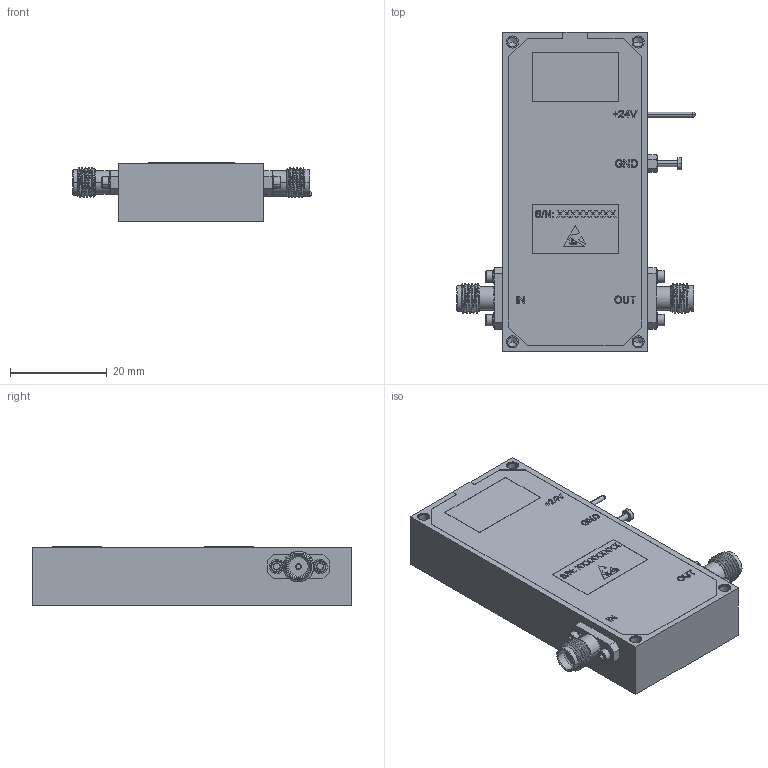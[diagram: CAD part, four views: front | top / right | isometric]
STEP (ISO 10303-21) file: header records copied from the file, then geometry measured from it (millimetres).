
FILE_DESCRIPTION (( 'STEP AP203' ), '1' );
FILE_NAME ('PE15A1075.step', '2020-09-11T20:35:10', ( '' ), ( '' ), 'SwSTEP 2.0', 'SolidWorks 2018', '' );
FILE_SCHEMA (( 'CONFIG_CONTROL_DESIGN' ));
Length unit declared in the file: inch
Products named in the file (1): PE15A1075
Bounding box: 49.38 x 66 x 12.08 mm (x, y, z)
Volume: 24274.4 mm3; surface area: 7295.5 mm2
Topology: 1 solids, 7 shells, 772 faces, 1972 edges, 1271 vertices
Faces by surface type: plane 414, cylinder 141, bspline 127, cone 82, torus 6, sphere 2
Entity records: 32123 total; most frequent: CARTESIAN_POINT 14535, ORIENTED_EDGE 3904, DIRECTION 3118, EDGE_CURVE 1952, VERTEX_POINT 1269, LINE 1238, VECTOR 1238, AXIS2_PLACEMENT_3D 940
